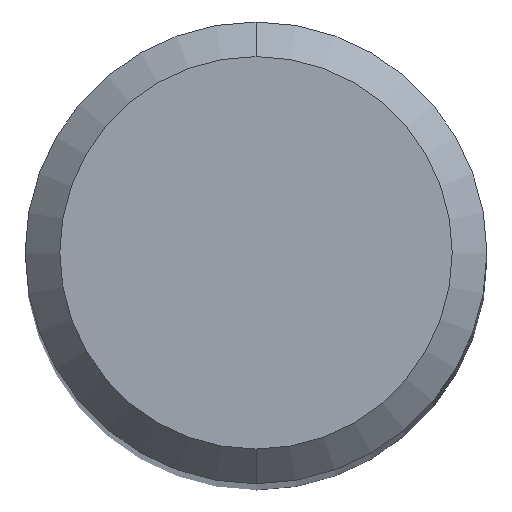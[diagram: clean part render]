
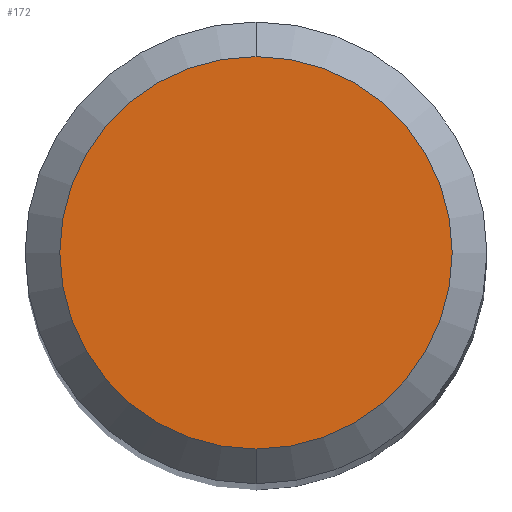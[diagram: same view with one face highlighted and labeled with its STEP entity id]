
A CAD part, top view. The second image highlights one B-rep face of the part: STEP entity #172.
In plain terms, the highlighted planar face has unit normal (0, 0, 1).
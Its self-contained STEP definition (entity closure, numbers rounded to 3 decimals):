
#112=VERTEX_POINT('',#262);
#142=EDGE_CURVE('',#112,#192,#294,.T.);
#172=ADVANCED_FACE('',(#328),#329,.T.);
#192=VERTEX_POINT('',#352);
#216=EDGE_CURVE('',#192,#112,#381,.T.);
#262=CARTESIAN_POINT('',(0.,-1.7,0.0));
#294=CIRCLE('',#462,1.7);
#328=FACE_OUTER_BOUND('',#502,.T.);
#329=PLANE('',#503);
#352=CARTESIAN_POINT('',(0.0,1.7,0.0));
#381=CIRCLE('',#571,1.7);
#462=AXIS2_PLACEMENT_3D('',#626,#627,#628);
#502=EDGE_LOOP('',(#675,#676));
#503=AXIS2_PLACEMENT_3D('',#677,#678,#679);
#571=AXIS2_PLACEMENT_3D('',#764,#765,#766);
#626=CARTESIAN_POINT('',(0.0,0.0,0.0));
#627=DIRECTION('',(0.0,0.0,-1.0));
#628=DIRECTION('',(0.0,1.0,0.0));
#675=ORIENTED_EDGE('',*,*,#216,.F.);
#676=ORIENTED_EDGE('',*,*,#142,.F.);
#677=CARTESIAN_POINT('',(0.0,0.85,0.0));
#678=DIRECTION('',(-0.0,0.0,1.0));
#679=DIRECTION('',(0.0,-1.0,0.0));
#764=CARTESIAN_POINT('',(0.0,0.0,0.0));
#765=DIRECTION('',(0.0,0.0,-1.0));
#766=DIRECTION('',(0.0,1.0,0.0));
